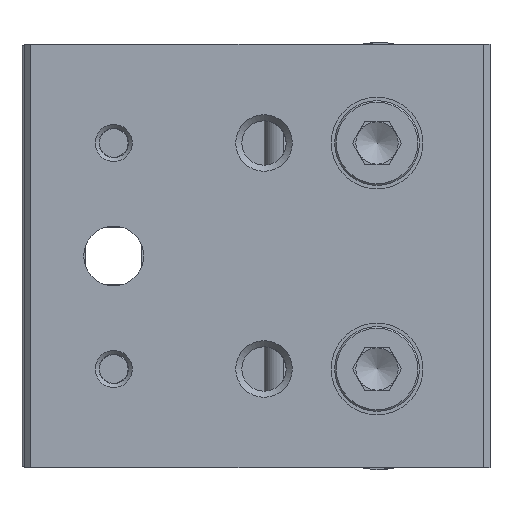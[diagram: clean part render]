
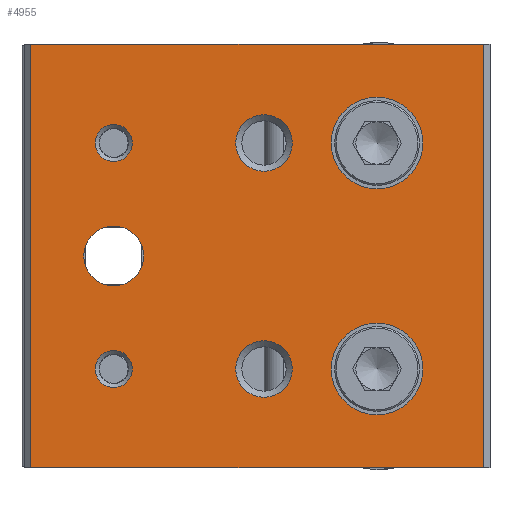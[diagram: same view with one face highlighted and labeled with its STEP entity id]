
A CAD part, left-side view. The second image highlights one B-rep face of the part: STEP entity #4955.
In plain terms, the highlighted face is planar.
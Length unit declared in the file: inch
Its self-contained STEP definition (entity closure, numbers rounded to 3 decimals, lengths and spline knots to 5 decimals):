
#226=PLANE('',#5443);
#518=LINE('',#7895,#948);
#520=LINE('',#7913,#950);
#521=LINE('',#7915,#951);
#522=LINE('',#7917,#952);
#948=VECTOR('',#6372,39.37008);
#950=VECTOR('',#6390,39.37008);
#951=VECTOR('',#6391,39.37008);
#952=VECTOR('',#6392,39.37008);
#1730=ORIENTED_EDGE('',*,*,#2872,.F.);
#1731=ORIENTED_EDGE('',*,*,#2873,.F.);
#1732=ORIENTED_EDGE('',*,*,#2874,.F.);
#1733=ORIENTED_EDGE('',*,*,#2875,.F.);
#1734=ORIENTED_EDGE('',*,*,#2876,.F.);
#1735=ORIENTED_EDGE('',*,*,#2877,.F.);
#1736=ORIENTED_EDGE('',*,*,#2878,.F.);
#1737=ORIENTED_EDGE('',*,*,#2879,.T.);
#1738=ORIENTED_EDGE('',*,*,#2880,.F.);
#1739=ORIENTED_EDGE('',*,*,#2881,.F.);
#1740=ORIENTED_EDGE('',*,*,#2870,.T.);
#2870=EDGE_CURVE('',#3477,#3476,#518,.T.);
#2872=EDGE_CURVE('',#3478,#3478,#3864,.T.);
#2873=EDGE_CURVE('',#3479,#3479,#3865,.T.);
#2874=EDGE_CURVE('',#3480,#3480,#3866,.T.);
#2875=EDGE_CURVE('',#3481,#3481,#3867,.T.);
#2876=EDGE_CURVE('',#3482,#3482,#3868,.T.);
#2877=EDGE_CURVE('',#3483,#3483,#3869,.T.);
#2878=EDGE_CURVE('',#3484,#3484,#3870,.T.);
#2879=EDGE_CURVE('',#3476,#3485,#520,.T.);
#2880=EDGE_CURVE('',#3486,#3485,#521,.T.);
#2881=EDGE_CURVE('',#3477,#3486,#522,.T.);
#3476=VERTEX_POINT('',#7894);
#3477=VERTEX_POINT('',#7896);
#3478=VERTEX_POINT('',#7900);
#3479=VERTEX_POINT('',#7902);
#3480=VERTEX_POINT('',#7904);
#3481=VERTEX_POINT('',#7906);
#3482=VERTEX_POINT('',#7908);
#3483=VERTEX_POINT('',#7910);
#3484=VERTEX_POINT('',#7912);
#3485=VERTEX_POINT('',#7914);
#3486=VERTEX_POINT('',#7916);
#3864=CIRCLE('',#5444,0.1325);
#3865=CIRCLE('',#5445,0.203);
#3866=CIRCLE('',#5446,0.203);
#3867=CIRCLE('',#5447,0.125);
#3868=CIRCLE('',#5448,0.125);
#3869=CIRCLE('',#5449,0.082);
#3870=CIRCLE('',#5450,0.082);
#4105=EDGE_LOOP('',(#1730));
#4106=EDGE_LOOP('',(#1731));
#4107=EDGE_LOOP('',(#1732));
#4108=EDGE_LOOP('',(#1733));
#4109=EDGE_LOOP('',(#1734));
#4110=EDGE_LOOP('',(#1735));
#4111=EDGE_LOOP('',(#1736));
#4112=EDGE_LOOP('',(#1737,#1738,#1739,#1740));
#4479=FACE_BOUND('',#4105,.T.);
#4480=FACE_BOUND('',#4106,.T.);
#4481=FACE_BOUND('',#4107,.T.);
#4482=FACE_BOUND('',#4108,.T.);
#4483=FACE_BOUND('',#4109,.T.);
#4484=FACE_BOUND('',#4110,.T.);
#4485=FACE_BOUND('',#4111,.T.);
#4486=FACE_BOUND('',#4112,.T.);
#4955=ADVANCED_FACE('',(#4479,#4480,#4481,#4482,#4483,#4484,#4485,#4486),
#226,.F.);
#5443=AXIS2_PLACEMENT_3D('',#7898,#6374,#6375);
#5444=AXIS2_PLACEMENT_3D('',#7899,#6376,#6377);
#5445=AXIS2_PLACEMENT_3D('',#7901,#6378,#6379);
#5446=AXIS2_PLACEMENT_3D('',#7903,#6380,#6381);
#5447=AXIS2_PLACEMENT_3D('',#7905,#6382,#6383);
#5448=AXIS2_PLACEMENT_3D('',#7907,#6384,#6385);
#5449=AXIS2_PLACEMENT_3D('',#7909,#6386,#6387);
#5450=AXIS2_PLACEMENT_3D('',#7911,#6388,#6389);
#6372=DIRECTION('',(0.,0.,-1.));
#6374=DIRECTION('',(-1.,0.,0.));
#6375=DIRECTION('',(0.,0.,1.));
#6376=DIRECTION('',(1.,0.,0.));
#6377=DIRECTION('',(0.,0.,-1.));
#6378=DIRECTION('',(1.,0.,0.));
#6379=DIRECTION('',(0.,0.,-1.));
#6380=DIRECTION('',(1.,0.,0.));
#6381=DIRECTION('',(0.,0.,-1.));
#6382=DIRECTION('',(1.,0.,0.));
#6383=DIRECTION('',(0.,0.,-1.));
#6384=DIRECTION('',(1.,0.,0.));
#6385=DIRECTION('',(0.,0.,-1.));
#6386=DIRECTION('',(1.,0.,0.));
#6387=DIRECTION('',(0.,0.,-1.));
#6388=DIRECTION('',(1.,0.,0.));
#6389=DIRECTION('',(0.,0.,-1.));
#6390=DIRECTION('',(0.,1.,0.));
#6391=DIRECTION('',(0.,0.,-1.));
#6392=DIRECTION('',(0.,1.,0.));
#7894=CARTESIAN_POINT('',(0.,0.03,-0.9375));
#7895=CARTESIAN_POINT('',(0.,0.03,0.9375));
#7896=CARTESIAN_POINT('',(0.,0.03,0.9375));
#7898=CARTESIAN_POINT('',(0.,0.03,0.9375));
#7899=CARTESIAN_POINT('',(0.,1.665,0.));
#7900=CARTESIAN_POINT('',(0.,1.665,-0.1325));
#7901=CARTESIAN_POINT('',(0.,0.5,-0.5));
#7902=CARTESIAN_POINT('',(0.,0.5,-0.703));
#7903=CARTESIAN_POINT('',(0.,0.5,0.5));
#7904=CARTESIAN_POINT('',(0.,0.5,0.297));
#7905=CARTESIAN_POINT('',(0.,1.,-0.5));
#7906=CARTESIAN_POINT('',(0.,1.,-0.625));
#7907=CARTESIAN_POINT('',(0.,1.,0.5));
#7908=CARTESIAN_POINT('',(0.,1.,0.375));
#7909=CARTESIAN_POINT('',(0.,1.665,-0.5));
#7910=CARTESIAN_POINT('',(0.,1.665,-0.582));
#7911=CARTESIAN_POINT('',(0.,1.665,0.5));
#7912=CARTESIAN_POINT('',(0.,1.665,0.418));
#7913=CARTESIAN_POINT('',(0.,0.03,-0.9375));
#7914=CARTESIAN_POINT('',(0.,2.032,-0.9375));
#7915=CARTESIAN_POINT('',(0.,2.032,0.9375));
#7916=CARTESIAN_POINT('',(0.,2.032,0.9375));
#7917=CARTESIAN_POINT('',(0.,0.03,0.9375));
